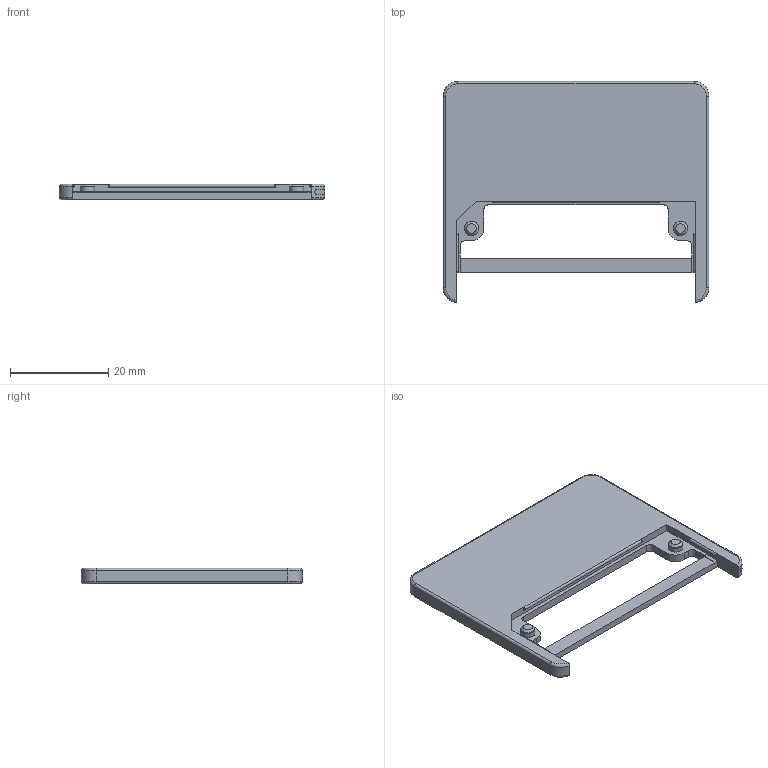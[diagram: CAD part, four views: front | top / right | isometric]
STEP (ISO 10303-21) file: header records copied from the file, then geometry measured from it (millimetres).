
FILE_DESCRIPTION(('FreeCAD Model'),'2;1');
FILE_NAME('Carrier_v003.step', '2020-10-01T22:56:39',('FreeCAD'),('FreeCAD'), 'Open CASCADE STEP processor 7.3','FreeCAD','Unknown');
FILE_SCHEMA(('AUTOMOTIVE_DESIGN { 1 0 10303 214 1 1 1 1 }'));
Length unit declared in the file: millimetre
Products named in the file (1): Open CASCADE STEP translator 7.3 2
Bounding box: 54 x 44.98 x 3.2 mm (x, y, z)
Volume: 4951.5 mm3; surface area: 4245.4 mm2
Topology: 1 solids, 1 shells, 79 faces, 206 edges, 130 vertices
Faces by surface type: plane 36, cylinder 23, torus 8, revolution 8, bspline 2, cone 2
Full cylindrical faces by diameter (mm): 2.9 x2
Entity records: 2938 total; most frequent: CARTESIAN_POINT 980, ORIENTED_EDGE 412, DIRECTION 404, EDGE_CURVE 206, AXIS2_PLACEMENT_3D 140, VERTEX_POINT 130, LINE 116, VECTOR 116
